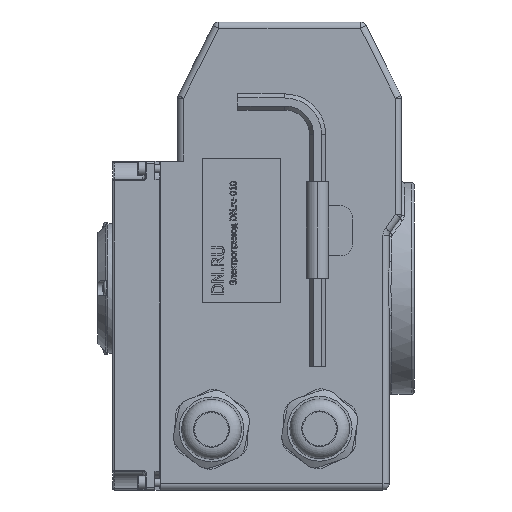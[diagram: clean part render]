
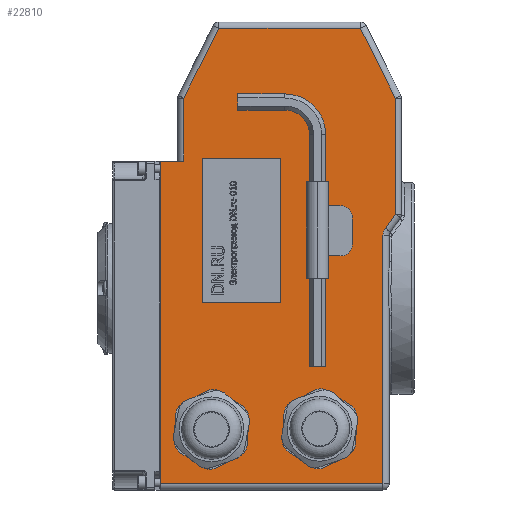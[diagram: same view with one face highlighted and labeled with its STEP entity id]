
A CAD part, left-side view. The second image highlights one B-rep face of the part: STEP entity #22810.
In plain terms, the highlighted planar face has unit normal (-1, 0, 0).
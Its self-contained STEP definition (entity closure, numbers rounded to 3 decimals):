
#347=FACE_BOUND('',#8068,.T.);
#840=PLANE('',#24623);
#2662=LINE('',#36097,#4489);
#2665=LINE('',#36102,#4492);
#2667=LINE('',#36106,#4494);
#2669=LINE('',#36109,#4496);
#2749=LINE('',#36862,#4576);
#2753=LINE('',#36875,#4580);
#3042=LINE('',#38302,#4869);
#3043=LINE('',#38326,#4870);
#3045=LINE('',#38329,#4872);
#3047=LINE('',#38335,#4874);
#3051=LINE('',#38344,#4878);
#3052=LINE('',#38346,#4879);
#3054=LINE('',#38350,#4881);
#3055=LINE('',#38352,#4882);
#4489=VECTOR('',#27011,10.);
#4492=VECTOR('',#27016,10.);
#4494=VECTOR('',#27020,10.);
#4496=VECTOR('',#27024,10.);
#4576=VECTOR('',#27512,10.);
#4580=VECTOR('',#27524,10.);
#4869=VECTOR('',#28521,10.);
#4870=VECTOR('',#28554,10.);
#4872=VECTOR('',#28558,10.);
#4874=VECTOR('',#28566,10.);
#4878=VECTOR('',#28578,10.);
#4879=VECTOR('',#28581,10.);
#4881=VECTOR('',#28587,10.);
#4882=VECTOR('',#28590,10.);
#6763=FACE_OUTER_BOUND('',#8067,.T.);
#8067=EDGE_LOOP('',(#19776,#19777,#19778,#19779,#19780,#19781,#19782,#19783,
#19784,#19785,#19786));
#8068=EDGE_LOOP('',(#19787,#19788,#19789,#19790));
#8758=CIRCLE('',#24302,5.);
#9975=VERTEX_POINT('',#36095);
#9976=VERTEX_POINT('',#36096);
#9977=VERTEX_POINT('',#36101);
#9978=VERTEX_POINT('',#36105);
#10091=VERTEX_POINT('',#36859);
#10092=VERTEX_POINT('',#36861);
#10097=VERTEX_POINT('',#36873);
#10471=VERTEX_POINT('',#38286);
#10472=VERTEX_POINT('',#38290);
#10473=VERTEX_POINT('',#38292);
#10475=VERTEX_POINT('',#38298);
#10476=VERTEX_POINT('',#38304);
#10477=VERTEX_POINT('',#38308);
#10480=VERTEX_POINT('',#38316);
#10482=VERTEX_POINT('',#38322);
#12500=EDGE_CURVE('',#9975,#9976,#2662,.T.);
#12503=EDGE_CURVE('',#9976,#9977,#2665,.T.);
#12505=EDGE_CURVE('',#9977,#9978,#2667,.T.);
#12507=EDGE_CURVE('',#9978,#9975,#2669,.T.);
#12723=EDGE_CURVE('',#10091,#10092,#2749,.T.);
#12730=EDGE_CURVE('',#10097,#10091,#2753,.T.);
#13266=EDGE_CURVE('',#10472,#10473,#8758,.T.);
#13271=EDGE_CURVE('',#10092,#10475,#3042,.T.);
#13283=EDGE_CURVE('',#10477,#10482,#3043,.T.);
#13285=EDGE_CURVE('',#10482,#10480,#3045,.T.);
#13288=EDGE_CURVE('',#10480,#10476,#3047,.T.);
#13293=EDGE_CURVE('',#10475,#10477,#3051,.T.);
#13294=EDGE_CURVE('',#10476,#10472,#3052,.T.);
#13296=EDGE_CURVE('',#10473,#10471,#3054,.T.);
#13297=EDGE_CURVE('',#10471,#10097,#3055,.T.);
#19776=ORIENTED_EDGE('',*,*,#12723,.F.);
#19777=ORIENTED_EDGE('',*,*,#12730,.F.);
#19778=ORIENTED_EDGE('',*,*,#13297,.F.);
#19779=ORIENTED_EDGE('',*,*,#13296,.F.);
#19780=ORIENTED_EDGE('',*,*,#13266,.F.);
#19781=ORIENTED_EDGE('',*,*,#13294,.F.);
#19782=ORIENTED_EDGE('',*,*,#13288,.F.);
#19783=ORIENTED_EDGE('',*,*,#13285,.F.);
#19784=ORIENTED_EDGE('',*,*,#13283,.F.);
#19785=ORIENTED_EDGE('',*,*,#13293,.F.);
#19786=ORIENTED_EDGE('',*,*,#13271,.F.);
#19787=ORIENTED_EDGE('',*,*,#12500,.T.);
#19788=ORIENTED_EDGE('',*,*,#12503,.T.);
#19789=ORIENTED_EDGE('',*,*,#12505,.T.);
#19790=ORIENTED_EDGE('',*,*,#12507,.T.);
#22810=ADVANCED_FACE('',(#6763,#347),#840,.F.);
#24302=AXIS2_PLACEMENT_3D('',#38293,#28507,#28508);
#24623=AXIS2_PLACEMENT_3D('',#40320,#29504,#29505);
#27011=DIRECTION('',(0.,1.,0.));
#27016=DIRECTION('',(0.,0.,1.));
#27020=DIRECTION('',(0.,-1.,0.));
#27024=DIRECTION('',(0.,0.,-1.));
#27512=DIRECTION('',(0.,-1.,0.));
#27524=DIRECTION('',(0.,0.,1.));
#28507=DIRECTION('center_axis',(-1.,0.,0.));
#28508=DIRECTION('ref_axis',(0.,0.952,0.305));
#28521=DIRECTION('',(0.,0.,1.));
#28554=DIRECTION('',(0.,-1.,0.));
#28558=DIRECTION('',(0.,-0.447,-0.894));
#28566=DIRECTION('',(0.,0.,-1.));
#28578=DIRECTION('',(0.,-0.447,0.894));
#28581=DIRECTION('',(0.,0.582,-0.813));
#28587=DIRECTION('',(0.,0.,-1.));
#28590=DIRECTION('',(0.,1.,0.));
#29504=DIRECTION('center_axis',(1.,0.,0.));
#29505=DIRECTION('ref_axis',(0.,0.,-1.));
#36095=CARTESIAN_POINT('',(0.,3.522,-18.847));
#36096=CARTESIAN_POINT('',(0.,34.889,-18.847));
#36097=CARTESIAN_POINT('',(0.,17.444,-18.847));
#36101=CARTESIAN_POINT('',(0.,34.889,39.262));
#36102=CARTESIAN_POINT('',(0.,34.889,19.631));
#36105=CARTESIAN_POINT('',(0.,3.522,39.262));
#36106=CARTESIAN_POINT('',(0.,1.761,39.262));
#36109=CARTESIAN_POINT('',(0.,3.522,-9.423));
#36859=CARTESIAN_POINT('',(0.,52.,38.126));
#36861=CARTESIAN_POINT('',(0.,42.5,38.126));
#36862=CARTESIAN_POINT('',(0.,45.,38.126));
#36873=CARTESIAN_POINT('',(0.,52.,-91.5));
#36875=CARTESIAN_POINT('',(0.,52.,-94.));
#38286=CARTESIAN_POINT('',(0.,-37.5,-91.5));
#38290=CARTESIAN_POINT('',(0.,-38.433,11.115));
#38292=CARTESIAN_POINT('',(0.,-37.5,8.207));
#38293=CARTESIAN_POINT('Origin',(0.,-42.5,8.207));
#38298=CARTESIAN_POINT('',(0.,42.5,63.41));
#38302=CARTESIAN_POINT('',(0.,42.5,8.));
#38304=CARTESIAN_POINT('',(0.,-42.5,16.802));
#38308=CARTESIAN_POINT('',(0.,28.455,91.5));
#38316=CARTESIAN_POINT('',(0.,-42.5,63.41));
#38322=CARTESIAN_POINT('',(0.,-28.455,91.5));
#38326=CARTESIAN_POINT('',(0.,15.,91.5));
#38329=CARTESIAN_POINT('',(0.,-43.564,61.282));
#38335=CARTESIAN_POINT('',(0.,-42.5,32.));
#38344=CARTESIAN_POINT('',(0.,51.064,46.282));
#38346=CARTESIAN_POINT('',(0.,-31.567,1.515));
#38350=CARTESIAN_POINT('',(0.,-37.5,4.504));
#38352=CARTESIAN_POINT('',(0.,-20.,-91.5));
#40320=CARTESIAN_POINT('Origin',(0.,0.,0.));
